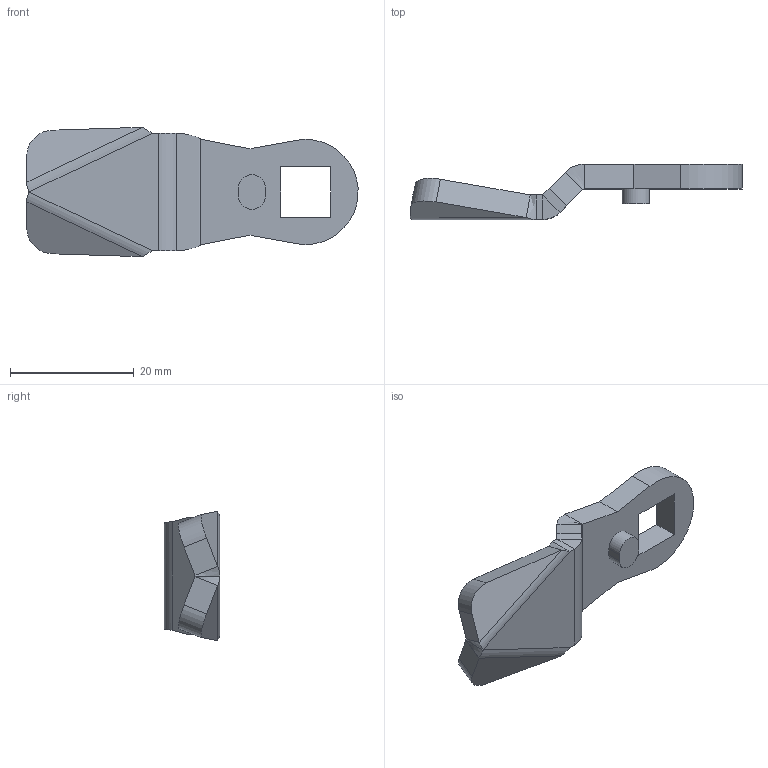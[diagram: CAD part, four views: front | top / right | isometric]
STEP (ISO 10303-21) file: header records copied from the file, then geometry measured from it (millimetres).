
FILE_DESCRIPTION((''),'2;1');
FILE_NAME('1000-20','2018-10-24T14:30:08',('NDF'),('EMKA Beschlagteile GmbH & CO KG'),'CREO PARAMETRIC BY PTC INC, 2017260','CREO PARAMETRIC BY PTC INC, 2017260','');
FILE_SCHEMA(('CONFIG_CONTROL_DESIGN','SHAPE_APPEARANCE_LAYERS_GROUPS'));
Length unit declared in the file: millimetre
Products named in the file (1): 1000-20
Bounding box: 53.7 x 8.97 x 20.94 mm (x, y, z)
Volume: 3505.5 mm3; surface area: 2505.4 mm2
Topology: 1 solids, 1 shells, 58 faces, 130 edges, 76 vertices
Faces by surface type: plane 36, cylinder 14, bspline 6, torus 2
Entity records: 2169 total; most frequent: CARTESIAN_POINT 439, ORIENTED_EDGE 260, DIRECTION 248, PRESENTATION_STYLE_ASSIGNMENT 131, STYLED_ITEM 131, CURVE_STYLE 130, EDGE_CURVE 130, VECTOR 100
